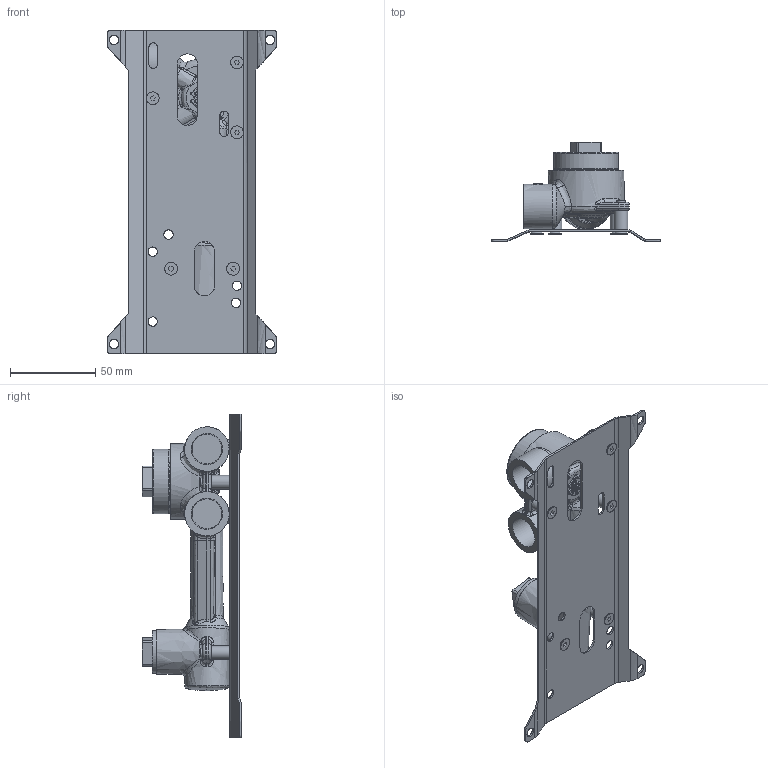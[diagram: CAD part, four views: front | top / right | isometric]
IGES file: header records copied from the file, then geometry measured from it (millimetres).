
Global section: file name: T2020-AIS; native system: Autodesk Inventor 2020; preprocessor: unknown; author: camerond; date: 20221206.155605; units: millimetre
Bounding box: 99 x 58.5 x 190 mm (x, y, z)
Volume: 143962.7 mm3; surface area: 69392.1 mm2
Topology: 16 solids, 16 shells, 984 faces, 2492 edges, 1581 vertices
Faces by surface type: bspline 984
